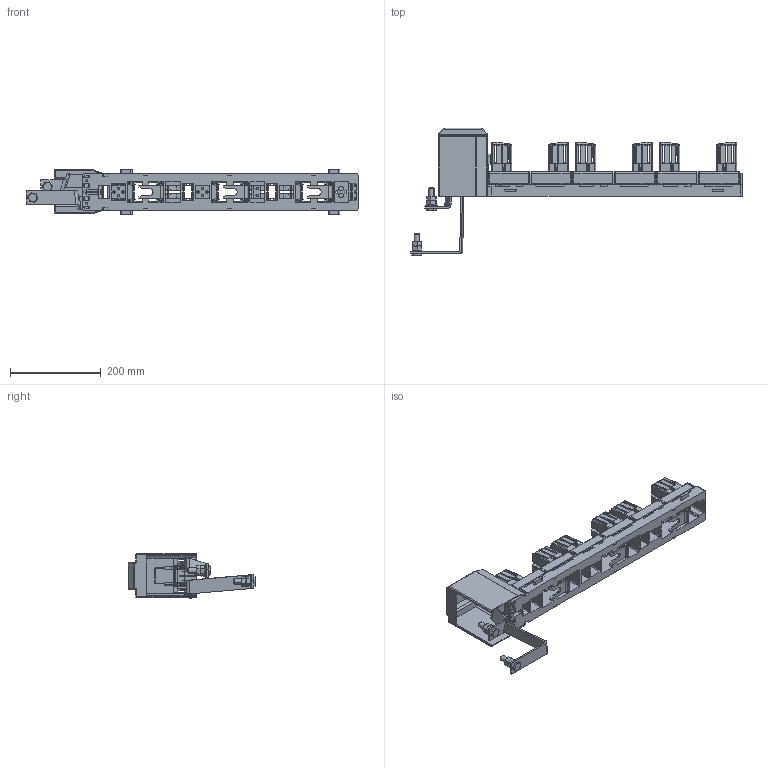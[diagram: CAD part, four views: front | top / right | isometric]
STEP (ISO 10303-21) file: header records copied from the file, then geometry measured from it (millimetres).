
FILE_DESCRIPTION (( 'STEP AP203' ), '1' );
FILE_NAME ('ÏÄÏ 2-T 400A Ó.STEP', '2022-10-17T19:29:12', ( '' ), ( '' ), 'SwSTEP 2.0', 'SolidWorks 2018', '' );
FILE_SCHEMA (( 'CONFIG_CONTROL_DESIGN' ));
Products named in the file (1): ﾏﾄﾏ2-T400A ﾓ
Bounding box: 730.48 x 281.1 x 99 mm (x, y, z)
Surface area: 598077.4 mm2 (no closed solid volume)
Topology: 0 solids, 43 shells, 1799 faces, 6358 edges, 4336 vertices
Faces by surface type: plane 1284, cylinder 410, sphere 60, cone 32, bspline 7, torus 6
Entity records: 66948 total; most frequent: CARTESIAN_POINT 13832, ORIENTED_EDGE 10515, DIRECTION 10464, EDGE_CURVE 6312, VECTOR 5284, LINE 5284, VERTEX_POINT 4336, AXIS2_PLACEMENT_3D 2590
